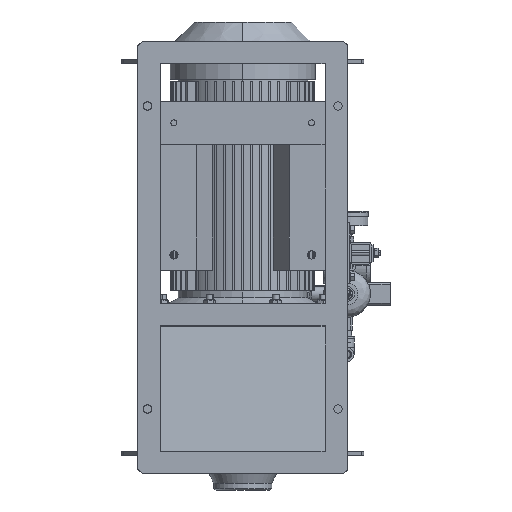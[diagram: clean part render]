
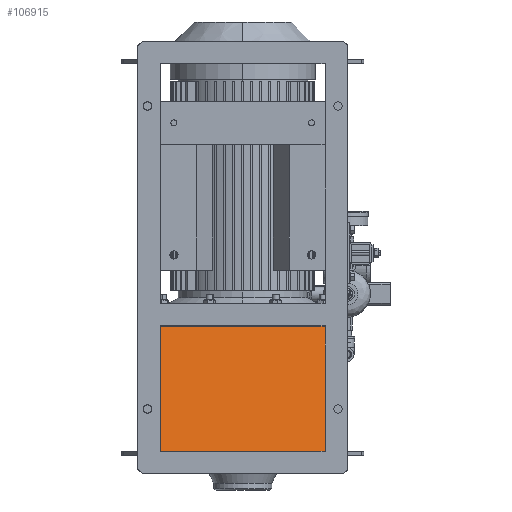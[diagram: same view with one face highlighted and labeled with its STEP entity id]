
A CAD part, front view. The second image highlights one B-rep face of the part: STEP entity #106915.
In plain terms, the highlighted planar face has unit normal (0, -0.982, 0.187).
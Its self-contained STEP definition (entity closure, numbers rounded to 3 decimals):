
#6502 = FACE_OUTER_BOUND ( 'NONE', #36263, .T. ) ;
#6843 = DIRECTION ( 'NONE',  ( 0., 0.187, 0.982 ) ) ;
#12515 = LINE ( 'NONE', #55379, #87498 ) ;
#14514 = VECTOR ( 'NONE', #99118, 1000. ) ;
#15037 = PLANE ( 'NONE',  #109065 ) ;
#15795 = CARTESIAN_POINT ( 'NONE',  ( 190., -303.965, -97.437 ) ) ;
#17967 = CARTESIAN_POINT ( 'NONE',  ( -190., -303.965, -97.437 ) ) ;
#20084 = CARTESIAN_POINT ( 'NONE',  ( -190., -303.965, -97.437 ) ) ;
#20242 = VERTEX_POINT ( 'NONE', #20084 ) ;
#21650 = DIRECTION ( 'NONE',  ( 0., -0.187, -0.982 ) ) ;
#24043 = DIRECTION ( 'NONE',  ( -1., 0., 0. ) ) ;
#31417 = VERTEX_POINT ( 'NONE', #53877 ) ;
#33286 = EDGE_CURVE ( 'NONE', #31417, #107579, #34205, .T. ) ;
#34205 = LINE ( 'NONE', #95482, #87033 ) ;
#34855 = ORIENTED_EDGE ( 'NONE', *, *, #96431, .T. ) ;
#36263 = EDGE_LOOP ( 'NONE', ( #94115, #34855, #59008, #68913 ) ) ;
#46474 = LINE ( 'NONE', #17967, #14514 ) ;
#50408 = LINE ( 'NONE', #63025, #75368 ) ;
#53877 = CARTESIAN_POINT ( 'NONE',  ( 190., -248.965, 192. ) ) ;
#55379 = CARTESIAN_POINT ( 'NONE',  ( 190., -303.965, -97.437 ) ) ;
#59008 = ORIENTED_EDGE ( 'NONE', *, *, #85718, .F. ) ;
#63025 = CARTESIAN_POINT ( 'NONE',  ( 190., -303.965, -97.437 ) ) ;
#64265 = CARTESIAN_POINT ( 'NONE',  ( -190., -248.965, 192. ) ) ;
#68913 = ORIENTED_EDGE ( 'NONE', *, *, #75448, .F. ) ;
#75368 = VECTOR ( 'NONE', #80104, 1000. ) ;
#75448 = EDGE_CURVE ( 'NONE', #31417, #93491, #12515, .T. ) ;
#78604 = CARTESIAN_POINT ( 'NONE',  ( 190., -303.965, -97.437 ) ) ;
#80104 = DIRECTION ( 'NONE',  ( -1., 0., 0. ) ) ;
#85718 = EDGE_CURVE ( 'NONE', #93491, #20242, #50408, .T. ) ;
#87033 = VECTOR ( 'NONE', #24043, 1000. ) ;
#87498 = VECTOR ( 'NONE', #21650, 1000. ) ;
#93491 = VERTEX_POINT ( 'NONE', #78604 ) ;
#94115 = ORIENTED_EDGE ( 'NONE', *, *, #33286, .T. ) ;
#95482 = CARTESIAN_POINT ( 'NONE',  ( 190., -248.965, 192. ) ) ;
#95763 = DIRECTION ( 'NONE',  ( 0., 0.982, -0.187 ) ) ;
#96431 = EDGE_CURVE ( 'NONE', #107579, #20242, #46474, .T. ) ;
#99118 = DIRECTION ( 'NONE',  ( 0., -0.187, -0.982 ) ) ;
#106915 = ADVANCED_FACE ( 'NONE', ( #6502 ), #15037, .F. ) ;
#107579 = VERTEX_POINT ( 'NONE', #64265 ) ;
#109065 = AXIS2_PLACEMENT_3D ( 'NONE', #15795, #95763, #6843 ) ;
